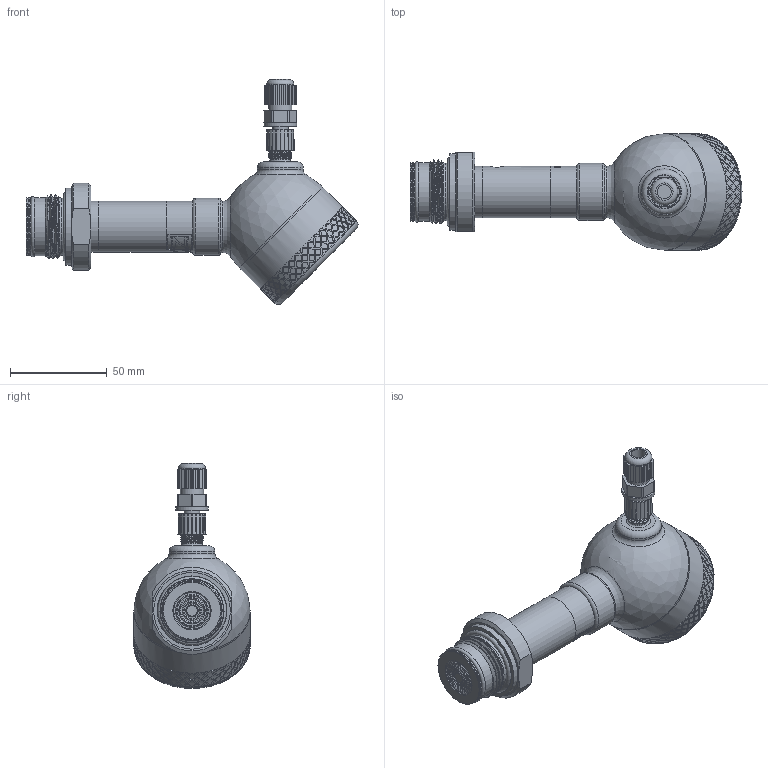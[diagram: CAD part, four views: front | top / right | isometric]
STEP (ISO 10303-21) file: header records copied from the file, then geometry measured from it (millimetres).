
FILE_DESCRIPTION(/* description */ (''),/* implementation_level */ '2;1');
FILE_NAME(/* name */ 'APZ3420mFH_G1DIN-solidflush_3.step',/* time_stamp */ '2021-07-07T16:20:46+03:00',/* author */ (''),/* organization */ (''),/* preprocessor_version */ 'ST-DEVELOPER v18.1',/* originating_system */ 'Autodesk Translation Framework v10.9.0.1377',/* authorisation */ '');
FILE_SCHEMA (('AUTOMOTIVE_DESIGN { 1 0 10303 214 3 1 1 }'));
Length unit declared in the file: millimetre
Products named in the file (8): АПЗ420М-полевойкорпус-
заполненный; Заполненный полевой 
корпус v13; Main body; Cover without display; M12x1 adapter; M12x1 female straight v9; shell; G1 flush diaphragm (1)
Assembly tree (7 placements, depth 3):
  АПЗ420М-полевойкорпус-
заполненный
    Заполненный полевой 
корпус v13
      Main body
      Cover without display
      M12x1 adapter
      M12x1 female straight v9
    shell
    G1 flush diaphragm (1)
Bounding box: 171.42 x 60.1 x 116.18 mm (x, y, z)
Volume: 271065.8 mm3; surface area: 46428 mm2
Topology: 9 solids, 9 shells, 1570 faces, 3858 edges, 2558 vertices
Faces by surface type: bspline 928, cylinder 299, plane 276, torus 33, cone 33, sphere 1
Full cylindrical faces by diameter (mm): 1 x4, 2 x2, 4 x1, 7.3 x1, 8 x3, 9.3 x1, 10.293 x1, 10.5 x2, 10.741 x7, 11.884 x6, 12 x1, 14 x1, 17 x1, 19.7 x1, 21.6 x1, 21.767 x1, 22.4 x1, 23.6 x1, 24.5 x4, 26.5 x3, 27.1 x1, 29.4 x1, 29.5 x1, 29.6 x1, 30.05 x3, 30.291 x1, 35.6 x1, 39.6 x1, 57.2 x1, 60 x2
Entity records: 64795 total; most frequent: CARTESIAN_POINT 34813, ORIENTED_EDGE 7714, EDGE_CURVE 3857, DIRECTION 3074, B_SPLINE_CURVE_WITH_KNOTS 2590, VERTEX_POINT 2558, EDGE_LOOP 1831, FACE_OUTER_BOUND 1570
